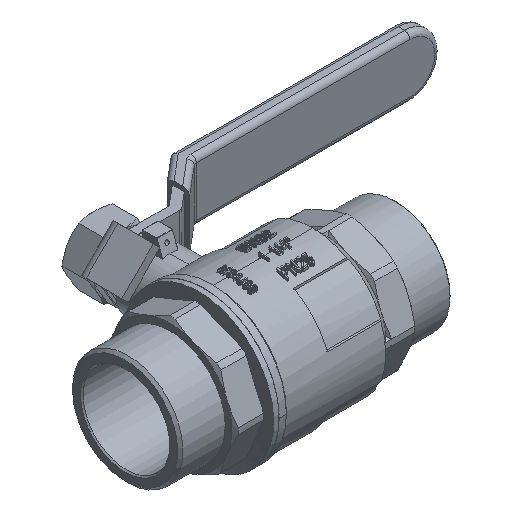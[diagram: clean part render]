
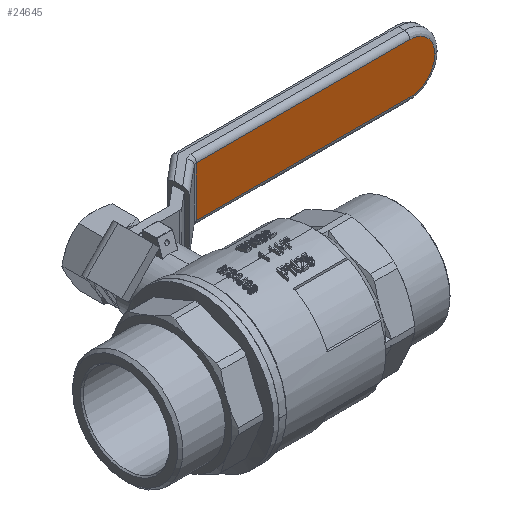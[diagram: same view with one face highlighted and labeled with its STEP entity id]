
A CAD part, isometric view. The second image highlights one B-rep face of the part: STEP entity #24645.
In plain terms, the highlighted planar face has unit normal (0, -1, 0).
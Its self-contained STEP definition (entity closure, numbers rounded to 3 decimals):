
#2472=LINE('',#41781,#4118);
#2473=LINE('',#41783,#4119);
#2474=LINE('',#41785,#4120);
#4118=VECTOR('',#36618,1000.);
#4119=VECTOR('',#36619,1000.);
#4120=VECTOR('',#36620,1000.);
#5795=ORIENTED_EDGE('',*,*,#13695,.T.);
#5796=ORIENTED_EDGE('',*,*,#13696,.T.);
#5797=ORIENTED_EDGE('',*,*,#13697,.T.);
#5798=ORIENTED_EDGE('',*,*,#13698,.T.);
#5799=ORIENTED_EDGE('',*,*,#13699,.F.);
#13695=EDGE_CURVE('',#17641,#17642,#20220,.T.);
#13696=EDGE_CURVE('',#17642,#17643,#20221,.T.);
#13697=EDGE_CURVE('',#17643,#17644,#2472,.T.);
#13698=EDGE_CURVE('',#17644,#17645,#2473,.T.);
#13699=EDGE_CURVE('',#17641,#17645,#2474,.T.);
#17641=VERTEX_POINT('',#41777);
#17642=VERTEX_POINT('',#41778);
#17643=VERTEX_POINT('',#41780);
#17644=VERTEX_POINT('',#41782);
#17645=VERTEX_POINT('',#41784);
#20220=CIRCLE('',#34853,9.5);
#20221=CIRCLE('',#34854,9.5);
#20467=EDGE_LOOP('',(#5795,#5796,#5797,#5798,#5799));
#21986=FACE_BOUND('',#20467,.T.);
#23496=PLANE('',#34852);
#24645=ADVANCED_FACE('',(#21986),#23496,.T.);
#34852=AXIS2_PLACEMENT_3D('',#41775,#36612,#36613);
#34853=AXIS2_PLACEMENT_3D('',#41776,#36614,#36615);
#34854=AXIS2_PLACEMENT_3D('',#41779,#36616,#36617);
#36612=DIRECTION('',(0.,-1.,0.));
#36613=DIRECTION('',(0.,0.,-1.));
#36614=DIRECTION('',(0.,-1.,0.));
#36615=DIRECTION('',(0.,0.,-1.));
#36616=DIRECTION('',(0.,-1.,0.));
#36617=DIRECTION('',(1.,0.,0.));
#36618=DIRECTION('',(-1.,0.,0.));
#36619=DIRECTION('',(0.,0.,-1.));
#36620=DIRECTION('',(-1.,0.,0.));
#41775=CARTESIAN_POINT('',(36.6,65.8,22.5));
#41776=CARTESIAN_POINT('',(118.5,65.8,22.5));
#41777=CARTESIAN_POINT('',(118.5,65.8,13.));
#41778=CARTESIAN_POINT('',(128.,65.8,22.5));
#41779=CARTESIAN_POINT('',(118.5,65.8,22.5));
#41780=CARTESIAN_POINT('',(118.5,65.8,32.));
#41781=CARTESIAN_POINT('',(78.664,65.8,32.));
#41782=CARTESIAN_POINT('',(37.328,65.8,32.));
#41783=CARTESIAN_POINT('',(37.328,65.8,22.5));
#41784=CARTESIAN_POINT('',(37.328,65.8,13.));
#41785=CARTESIAN_POINT('',(78.664,65.8,13.));
